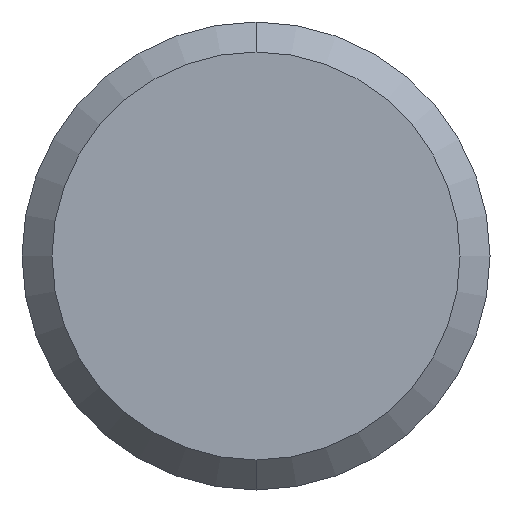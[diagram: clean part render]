
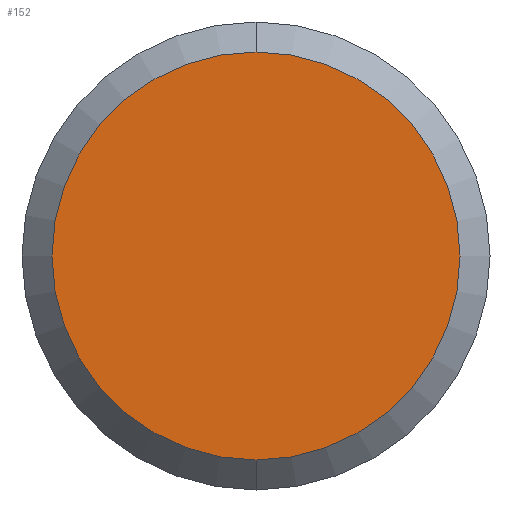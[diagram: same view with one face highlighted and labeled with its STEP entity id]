
A CAD part, front view. The second image highlights one B-rep face of the part: STEP entity #152.
In plain terms, the highlighted planar face has unit normal (0, -1, 0).
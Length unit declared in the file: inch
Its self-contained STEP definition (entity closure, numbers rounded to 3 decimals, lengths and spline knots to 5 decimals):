
#22 = ORIENTED_EDGE ( 'NONE', *, *, #252, .T. ) ;
#53 = CARTESIAN_POINT ( 'NONE',  ( 0., 0., 0. ) ) ;
#71 = CIRCLE ( 'NONE', #170, 0.1361 ) ;
#75 = DIRECTION ( 'NONE',  ( 0., -1., 0. ) ) ;
#91 = DIRECTION ( 'NONE',  ( 0., 1., 0. ) ) ;
#92 = DIRECTION ( 'NONE',  ( 0., 0., 1. ) ) ;
#96 = DIRECTION ( 'NONE',  ( 0., 0., 1. ) ) ;
#111 = VERTEX_POINT ( 'NONE', #238 ) ;
#114 = PLANE ( 'NONE',  #192 ) ;
#130 = EDGE_LOOP ( 'NONE', ( #22, #132 ) ) ;
#132 = ORIENTED_EDGE ( 'NONE', *, *, #270, .T. ) ;
#139 = CARTESIAN_POINT ( 'NONE',  ( 0., 0., -0.1361 ) ) ;
#142 = VERTEX_POINT ( 'NONE', #139 ) ;
#152 = ADVANCED_FACE ( 'NONE', ( #214 ), #114, .F. ) ;
#168 = AXIS2_PLACEMENT_3D ( 'NONE', #53, #266, #249 ) ;
#170 = AXIS2_PLACEMENT_3D ( 'NONE', #263, #75, #96 ) ;
#192 = AXIS2_PLACEMENT_3D ( 'NONE', #260, #91, #92 ) ;
#214 = FACE_OUTER_BOUND ( 'NONE', #130, .T. ) ;
#234 = CIRCLE ( 'NONE', #168, 0.1361 ) ;
#238 = CARTESIAN_POINT ( 'NONE',  ( 0., 0., 0.1361 ) ) ;
#249 = DIRECTION ( 'NONE',  ( 0., 0., 1. ) ) ;
#252 = EDGE_CURVE ( 'NONE', #111, #142, #234, .T. ) ;
#260 = CARTESIAN_POINT ( 'NONE',  ( 0., 0., 0. ) ) ;
#263 = CARTESIAN_POINT ( 'NONE',  ( 0., 0., 0. ) ) ;
#266 = DIRECTION ( 'NONE',  ( 0., -1., 0. ) ) ;
#270 = EDGE_CURVE ( 'NONE', #142, #111, #71, .T. ) ;
